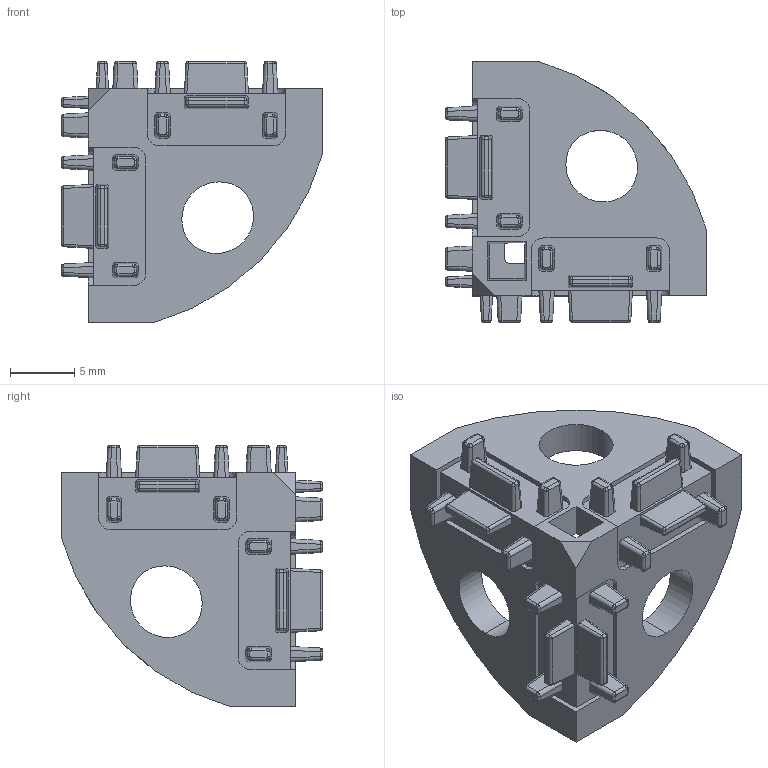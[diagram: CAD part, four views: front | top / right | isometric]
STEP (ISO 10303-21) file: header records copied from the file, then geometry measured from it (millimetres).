
FILE_DESCRIPTION(('STEP AP203'),'1');
FILE_NAME('fath_093we201n05.stp','2021-11-24T07:00:39',('TraceParts'),('TraceParts S.A.'),'Spatial InterOp 3D',' ',' ');
FILE_SCHEMA(('CONFIG_CONTROL_DESIGN'));
Length unit declared in the file: millimetre
Products named in the file (1): 1
Bounding box: 20.4 x 20.4 x 20.4 mm (x, y, z)
Volume: 1551.4 mm3; surface area: 1932.8 mm2
Topology: 1 solids, 1 shells, 417 faces, 1034 edges, 628 vertices
Faces by surface type: cylinder 171, plane 123, bspline 96, sphere 27
Entity records: 12828 total; most frequent: CARTESIAN_POINT 3926, ORIENTED_EDGE 2052, DIRECTION 1684, EDGE_CURVE 1026, VERTEX_POINT 628, AXIS2_PLACEMENT_3D 602, LINE 480, VECTOR 480
